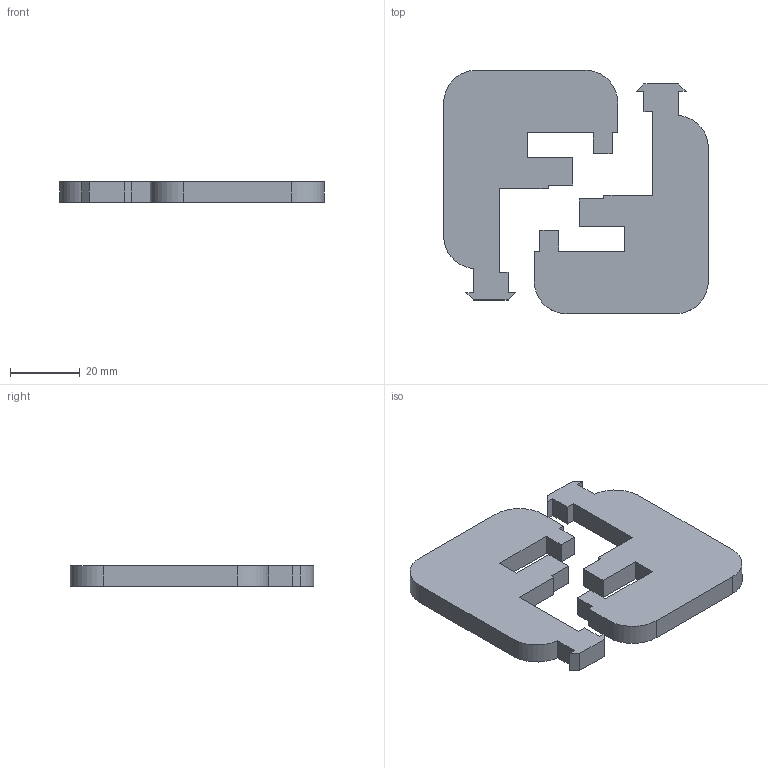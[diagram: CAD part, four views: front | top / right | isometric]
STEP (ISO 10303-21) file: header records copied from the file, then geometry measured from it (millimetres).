
FILE_DESCRIPTION(/* description */ ('','CAx-IF Rec.Pracs.---Representation and Presentation of Product Manufacturing Information (PMI)---4.0---2014-10-13'),/* implementation_level */ '2;1');
FILE_NAME(/* name */ 'part2.1.step',/* time_stamp */ '2025-03-10T12:23:20+05:30',/* author */ (''),/* organization */ (''),/* preprocessor_version */ 'ST-DEVELOPER v20',/* originating_system */ 'Autodesk Translation Framework v13.20.0.188',/* authorisation */ '');
FILE_SCHEMA (('AP242_MANAGED_MODEL_BASED_3D_ENGINEERING_MIM_LF { 1 0 10303 442 1 1 4 }'));
Length unit declared in the file: centimetre
Products named in the file (1): part2.1
Bounding box: 76 x 70 x 6 mm (x, y, z)
Volume: 21942 mm3; surface area: 10539.2 mm2
Topology: 2 solids, 2 shells, 58 faces, 162 edges, 108 vertices
Faces by surface type: plane 52, cylinder 6
Entity records: 1870 total; most frequent: CARTESIAN_POINT 329, ORIENTED_EDGE 324, DIRECTION 292, EDGE_CURVE 162, LINE 150, VECTOR 150, VERTEX_POINT 108, AXIS2_PLACEMENT_3D 71
